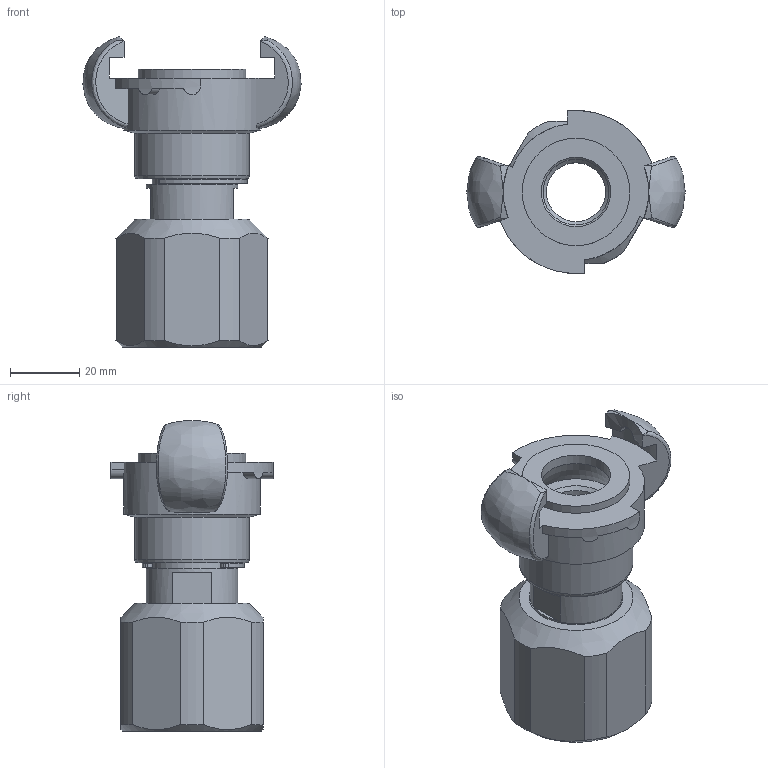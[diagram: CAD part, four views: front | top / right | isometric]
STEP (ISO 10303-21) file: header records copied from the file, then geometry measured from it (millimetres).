
FILE_DESCRIPTION(/* description */ (''),/* implementation_level */ '2;1');
FILE_NAME(/* name */ 'KIG 10-DR.stp',/* time_stamp */ '2020-03-27T08:04:56+01:00',/* author */ ('schnellinger'),/* organization */ (''),/* preprocessor_version */ 'ST-DEVELOPER v17',/* originating_system */ 'Autodesk Inventor 2018',/* authorisation */ '0 mm^3');
FILE_SCHEMA (('AUTOMOTIVE_DESIGN { 1 0 10303 214 3 1 1 }'));
Length unit declared in the file: millimetre
Products named in the file (1): LUE_00025328_Shrinkwrap_1
Bounding box: 62.97 x 47 x 89.7 mm (x, y, z)
Volume: 61494.2 mm3; surface area: 27589.7 mm2
Topology: 3 solids, 3 shells, 134 faces, 353 edges, 241 vertices
Faces by surface type: cylinder 52, plane 52, cone 13, torus 7, bspline 6, sphere 4
Full cylindrical faces by diameter (mm): 17 x1, 19 x1, 20 x1, 22.2 x1, 23 x1, 24.117 x1, 25.5 x1, 25.8 x1, 26.4 x3, 26.5 x1, 26.7 x2, 29.8 x2, 30 x1, 30.2 x1, 30.291 x1, 30.4 x1, 31 x1, 33 x1, 34 x1, 39.5 x1
Entity records: 5148 total; most frequent: CARTESIAN_POINT 1561, DIRECTION 731, ORIENTED_EDGE 706, EDGE_CURVE 353, AXIS2_PLACEMENT_3D 306, VERTEX_POINT 241, CIRCLE 177, EDGE_LOOP 154
